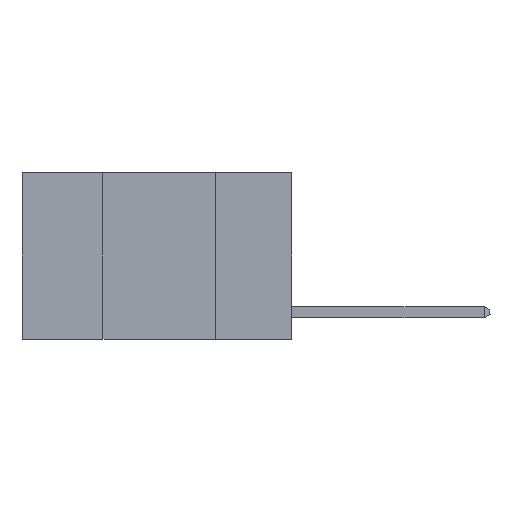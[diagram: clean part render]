
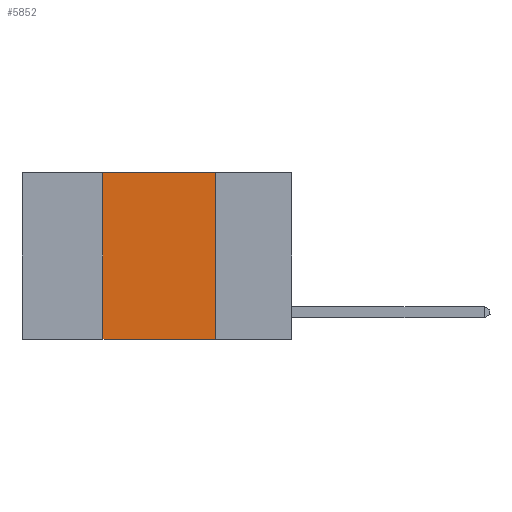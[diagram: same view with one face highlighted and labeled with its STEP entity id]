
A CAD part, left-side view. The second image highlights one B-rep face of the part: STEP entity #5852.
In plain terms, the highlighted planar face has unit normal (-1, 0, 0).
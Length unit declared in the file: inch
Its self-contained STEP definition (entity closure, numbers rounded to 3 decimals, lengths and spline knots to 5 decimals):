
#742 = ORIENTED_EDGE ( 'NONE', *, *, #3849, .F. ) ;
#792 = EDGE_CURVE ( 'NONE', #13644, #1075, #12319, .T. ) ;
#1064 = ORIENTED_EDGE ( 'NONE', *, *, #792, .F. ) ;
#1075 = VERTEX_POINT ( 'NONE', #7595 ) ;
#1250 = ORIENTED_EDGE ( 'NONE', *, *, #4913, .F. ) ;
#1887 = VECTOR ( 'NONE', #4124, 39.37008 ) ;
#2424 = VECTOR ( 'NONE', #7793, 39.37008 ) ;
#2501 = CARTESIAN_POINT ( 'NONE',  ( 0., 0.6, -0.37 ) ) ;
#3018 = CARTESIAN_POINT ( 'NONE',  ( 0., 0.17, 0. ) ) ;
#3392 = ORIENTED_EDGE ( 'NONE', *, *, #4314, .T. ) ;
#3849 = EDGE_CURVE ( 'NONE', #1075, #4348, #8315, .T. ) ;
#4124 = DIRECTION ( 'NONE',  ( 0., 0., 1. ) ) ;
#4314 = EDGE_CURVE ( 'NONE', #13367, #4348, #6660, .T. ) ;
#4348 = VERTEX_POINT ( 'NONE', #9374 ) ;
#4500 = DIRECTION ( 'NONE',  ( 1., 0., 0. ) ) ;
#4557 = VECTOR ( 'NONE', #9362, 39.37008 ) ;
#4913 = EDGE_CURVE ( 'NONE', #13367, #13644, #9604, .T. ) ;
#5852 = ADVANCED_FACE ( 'NONE', ( #12432 ), #9813, .F. ) ;
#6660 = LINE ( 'NONE', #2501, #2424 ) ;
#6801 = VECTOR ( 'NONE', #7983, 39.37008 ) ;
#7595 = CARTESIAN_POINT ( 'NONE',  ( 0., 0.17, 0. ) ) ;
#7793 = DIRECTION ( 'NONE',  ( 0., -1., 0. ) ) ;
#7983 = DIRECTION ( 'NONE',  ( 0., -1., 0. ) ) ;
#8315 = LINE ( 'NONE', #3018, #4557 ) ;
#8776 = CARTESIAN_POINT ( 'NONE',  ( 0., 0.42, 0. ) ) ;
#9362 = DIRECTION ( 'NONE',  ( 0., 0., -1. ) ) ;
#9374 = CARTESIAN_POINT ( 'NONE',  ( 0., 0.17, -0.37 ) ) ;
#9604 = LINE ( 'NONE', #14907, #1887 ) ;
#9813 = PLANE ( 'NONE',  #14125 ) ;
#9921 = CARTESIAN_POINT ( 'NONE',  ( 0., 0.42, -0.37 ) ) ;
#12319 = LINE ( 'NONE', #16248, #6801 ) ;
#12432 = FACE_OUTER_BOUND ( 'NONE', #16455, .T. ) ;
#13367 = VERTEX_POINT ( 'NONE', #9921 ) ;
#13644 = VERTEX_POINT ( 'NONE', #8776 ) ;
#13980 = CARTESIAN_POINT ( 'NONE',  ( 0., 0.6, 0. ) ) ;
#14125 = AXIS2_PLACEMENT_3D ( 'NONE', #13980, #4500, #15380 ) ;
#14907 = CARTESIAN_POINT ( 'NONE',  ( 0., 0.42, 0. ) ) ;
#15380 = DIRECTION ( 'NONE',  ( 0., 0., -1. ) ) ;
#16248 = CARTESIAN_POINT ( 'NONE',  ( 0., 0.6, 0. ) ) ;
#16455 = EDGE_LOOP ( 'NONE', ( #742, #1064, #1250, #3392 ) ) ;
